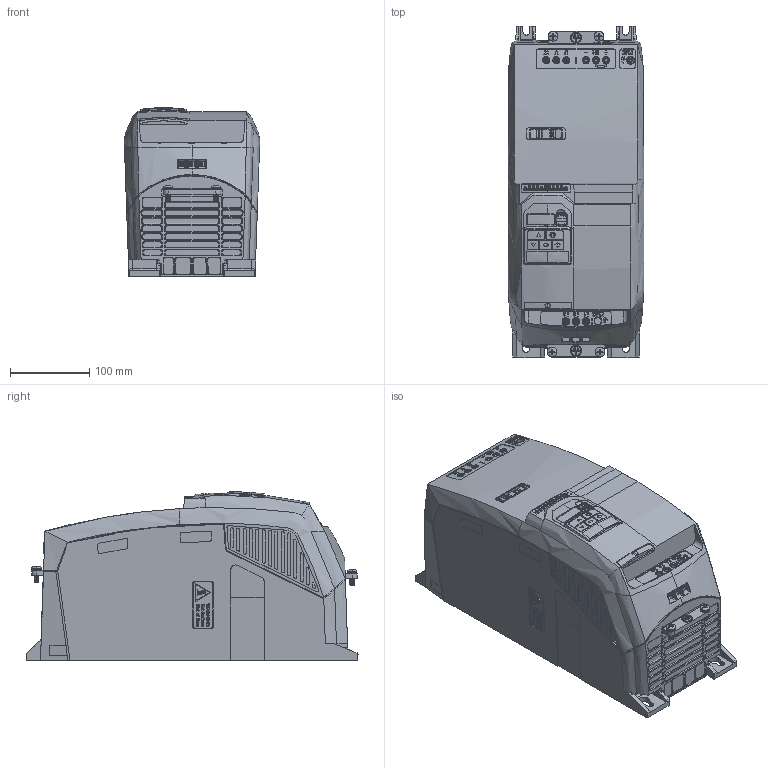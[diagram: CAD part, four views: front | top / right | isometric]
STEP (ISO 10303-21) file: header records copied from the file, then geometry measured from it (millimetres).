
FILE_DESCRIPTION (( 'STEP AP203' ), '1' );
FILE_NAME ('E3.IP20.SIZE4.STEP', '2022-01-04T09:04:31', ( '' ), ( '' ), 'SwSTEP 2.0', 'SolidWorks 2021', '' );
FILE_SCHEMA (( 'CONFIG_CONTROL_DESIGN' ));
Products named in the file (1): E3.IP20.SIZE4
Bounding box: 171.08 x 418.69 x 212.9 mm (x, y, z)
Volume: 11667450.3 mm3; surface area: 362197.3 mm2
Topology: 1 solids, 1 shells, 7057 faces, 19093 edges, 12400 vertices
Faces by surface type: plane 4377, bspline 1840, cylinder 671, cone 108, torus 58, sphere 3
Entity records: 298690 total; most frequent: CARTESIAN_POINT 145363, ORIENTED_EDGE 38098, DIRECTION 21697, EDGE_CURVE 19049, VERTEX_POINT 12400, VECTOR 8937, LINE 8937, B_SPLINE_CURVE_WITH_KNOTS 8178
